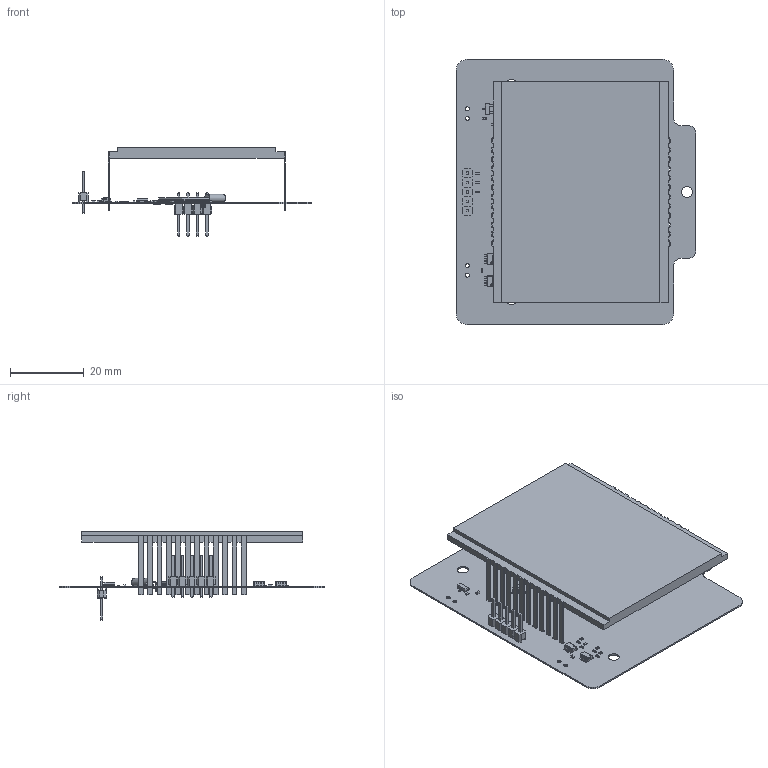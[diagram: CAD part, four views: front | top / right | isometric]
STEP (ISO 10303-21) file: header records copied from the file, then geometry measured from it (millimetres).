
FILE_DESCRIPTION(('Open CASCADE Model'),'2;1');
FILE_NAME('Open CASCADE Shape Model','2021-01-18T12:34:29',('Author'),( 'Open CASCADE'),'Open CASCADE STEP processor 6.8','Open CASCADE 6.8' ,'Unknown');
FILE_SCHEMA(('AUTOMOTIVE_DESIGN { 1 0 10303 214 1 1 1 1 }'));
Length unit declared in the file: millimetre
Products named in the file (61): PCB; Board; Open CASCADE STEP translator 6.8 1.1.1; C2; 0402; BQ1; AB26T; Open CASCADE STEP translator 6.8 1.3.1.1; Open CASCADE STEP translator 6.8 1.3.1.2; LCD1; 3d_LCD_RGB8421504; XP1; PLS-4; VT3; User_Library-SOT23-6; VT2; VT1; SOT-23; SB1; User_Library-PLS-1; R11; User_Library-R0402; R10; R9; R8; R7; R6; R5; R4; R3; R2; R1; L1; CC0402; DD1; User_Library-TQFP64-2; User_Library-TQFP64-2_Leg_x0-27_y0-575_z1-0; User_Library-TQFP64-2_Body_x10-2_y10-2_z1-05; DA1; C18 ...
Assembly tree (158 placements, depth 4):
  PCB
    Board
      Open CASCADE STEP translator 6.8 1.1.1
    C2
      0402
    BQ1
      AB26T
        Open CASCADE STEP translator 6.8 1.3.1.1
        Open CASCADE STEP translator 6.8 1.3.1.2
    LCD1
      3d_LCD_RGB8421504
    XP1
      PLS-4
    VT3
      User_Library-SOT23-6
    VT2
      User_Library-SOT23-6
    VT1
      SOT-23
    SB1
      User_Library-PLS-1  x5
    R11
      User_Library-R0402
    R10
      User_Library-R0402
    R9
      User_Library-R0402
    R8
      User_Library-R0402
    R7
      User_Library-R0402
    R6
      User_Library-R0402
    R5
      User_Library-R0402
    R4
      User_Library-R0402
    R3
      User_Library-R0402
    R2
      User_Library-R0402
    R1
      User_Library-R0402
    L1
      CC0402
    DD1
      User_Library-TQFP64-2
        User_Library-TQFP64-2_Leg_x0-27_y0-575_z1-0  x64
        User_Library-TQFP64-2_Body_x10-2_y10-2_z1-05
    DA1
      SOT-23
    C18
      0402
    C17
      0402
    C16
      0402
    C15
      0402
    C14
Bounding box: 65 x 72 x 24.01 mm (x, y, z)
Volume: 9946 mm3; surface area: 17483.6 mm2
Topology: 111 solids, 111 shells, 3255 faces, 8179 edges, 5081 vertices
Faces by surface type: plane 2289, cylinder 772, sphere 172, bspline 19, torus 3
Full cylindrical faces by diameter (mm): 0.3 x4, 0.5 x2, 1 x5, 1.1 x8, 1.88 x3, 2.1 x1, 3 x3
Entity records: 32997 total; most frequent: CARTESIAN_POINT 5923, DIRECTION 4484, ORIENTED_EDGE 4406, EDGE_CURVE 2203, LINE 1790, VECTOR 1790, VERTEX_POINT 1388, AXIS2_PLACEMENT_3D 1347
